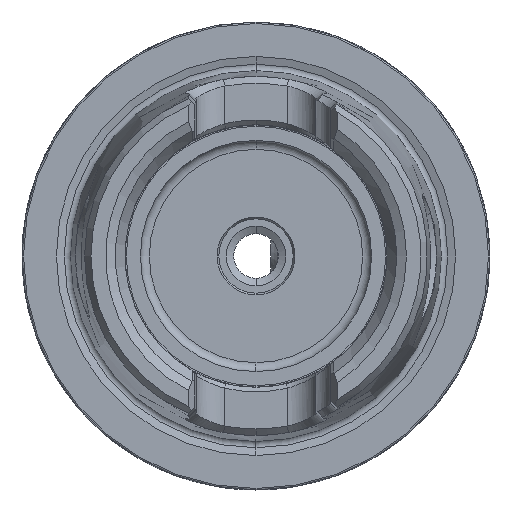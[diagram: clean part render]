
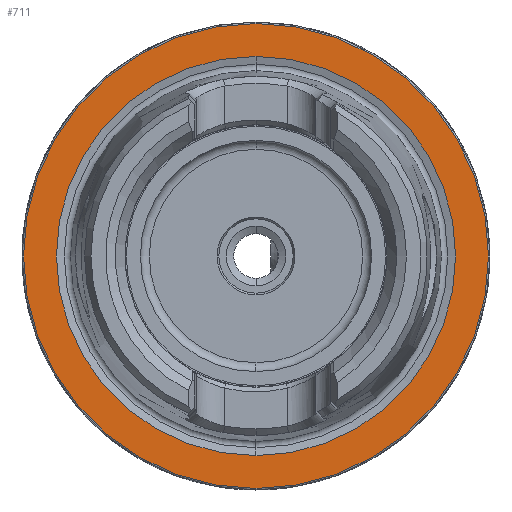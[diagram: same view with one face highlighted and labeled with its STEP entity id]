
A CAD part, left-side view. The second image highlights one B-rep face of the part: STEP entity #711.
In plain terms, the highlighted planar face has unit normal (-1, 0, 0).
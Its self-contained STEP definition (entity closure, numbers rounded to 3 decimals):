
#666 = EDGE_LOOP ( 'NONE', ( #9835, #9139 ) ) ;
#704 = ORIENTED_EDGE ( 'NONE', *, *, #7741, .T. ) ;
#711 = ADVANCED_FACE ( 'NONE', ( #9798, #7858 ), #5444, .F. ) ;
#781 = CIRCLE ( 'NONE', #6398, 31.275 ) ;
#1953 = EDGE_CURVE ( 'NONE', #9167, #5065, #781, .T. ) ;
#1975 = AXIS2_PLACEMENT_3D ( 'NONE', #3108, #8521, #3919 ) ;
#2003 = CARTESIAN_POINT ( 'NONE',  ( 0., 31.275, 0. ) ) ;
#2050 = EDGE_CURVE ( 'NONE', #2284, #3487, #4749, .T. ) ;
#2284 = VERTEX_POINT ( 'NONE', #3284 ) ;
#2311 = DIRECTION ( 'NONE',  ( -1., 0., 0. ) ) ;
#2507 = CIRCLE ( 'NONE', #1975, 31.275 ) ;
#2760 = DIRECTION ( 'NONE',  ( 0., 0., 1. ) ) ;
#3108 = CARTESIAN_POINT ( 'NONE',  ( 0., 0., 0. ) ) ;
#3284 = CARTESIAN_POINT ( 'NONE',  ( 0., 0., 26.85 ) ) ;
#3487 = VERTEX_POINT ( 'NONE', #4323 ) ;
#3919 = DIRECTION ( 'NONE',  ( 0., 0., 1. ) ) ;
#3964 = CARTESIAN_POINT ( 'NONE',  ( 0., 0., 31.275 ) ) ;
#4323 = CARTESIAN_POINT ( 'NONE',  ( 0., 0., -26.85 ) ) ;
#4542 = CARTESIAN_POINT ( 'NONE',  ( 0., 0., 0. ) ) ;
#4602 = DIRECTION ( 'NONE',  ( 0., 0., 1. ) ) ;
#4614 = CIRCLE ( 'NONE', #5368, 26.85 ) ;
#4749 = CIRCLE ( 'NONE', #8998, 26.85 ) ;
#4786 = ORIENTED_EDGE ( 'NONE', *, *, #1953, .T. ) ;
#4959 = DIRECTION ( 'NONE',  ( -1., 0., 0. ) ) ;
#5065 = VERTEX_POINT ( 'NONE', #3964 ) ;
#5368 = AXIS2_PLACEMENT_3D ( 'NONE', #6958, #2311, #7728 ) ;
#5443 = AXIS2_PLACEMENT_3D ( 'NONE', #2003, #9187, #5848 ) ;
#5444 = PLANE ( 'NONE',  #5443 ) ;
#5848 = DIRECTION ( 'NONE',  ( 0., 0., -1. ) ) ;
#5948 = CARTESIAN_POINT ( 'NONE',  ( 0., 0., -31.275 ) ) ;
#6034 = EDGE_CURVE ( 'NONE', #3487, #2284, #4614, .T. ) ;
#6398 = AXIS2_PLACEMENT_3D ( 'NONE', #7384, #7408, #4602 ) ;
#6958 = CARTESIAN_POINT ( 'NONE',  ( 0., 0., 0. ) ) ;
#7384 = CARTESIAN_POINT ( 'NONE',  ( 0., 0., 0. ) ) ;
#7408 = DIRECTION ( 'NONE',  ( -1., 0., 0. ) ) ;
#7728 = DIRECTION ( 'NONE',  ( 0., 0., 1. ) ) ;
#7741 = EDGE_CURVE ( 'NONE', #5065, #9167, #2507, .T. ) ;
#7858 = FACE_OUTER_BOUND ( 'NONE', #8059, .T. ) ;
#8059 = EDGE_LOOP ( 'NONE', ( #704, #4786 ) ) ;
#8521 = DIRECTION ( 'NONE',  ( -1., 0., 0. ) ) ;
#8998 = AXIS2_PLACEMENT_3D ( 'NONE', #4542, #4959, #2760 ) ;
#9139 = ORIENTED_EDGE ( 'NONE', *, *, #6034, .F. ) ;
#9167 = VERTEX_POINT ( 'NONE', #5948 ) ;
#9187 = DIRECTION ( 'NONE',  ( 1., 0., 0. ) ) ;
#9798 = FACE_BOUND ( 'NONE', #666, .T. ) ;
#9835 = ORIENTED_EDGE ( 'NONE', *, *, #2050, .F. ) ;
